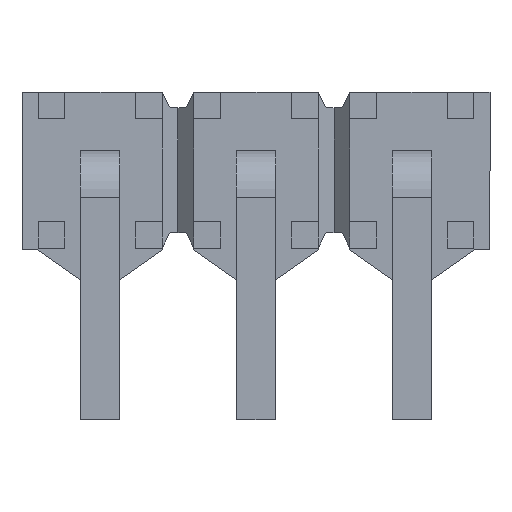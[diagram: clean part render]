
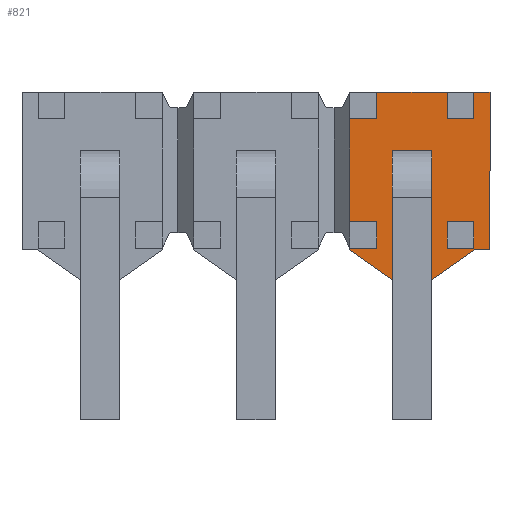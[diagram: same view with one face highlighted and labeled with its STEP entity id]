
A CAD part, front view. The second image highlights one B-rep face of the part: STEP entity #821.
In plain terms, the highlighted planar face has unit normal (0, -1, 0).
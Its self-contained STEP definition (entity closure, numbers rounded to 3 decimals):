
#46 = VERTEX_POINT('',#47);
#47 = CARTESIAN_POINT('',(-2.212,0.508,1.524));
#62 = VERTEX_POINT('',#63);
#63 = CARTESIAN_POINT('',(-2.868,0.508,1.524));
#69 = EDGE_CURVE('',#46,#62,#70,.T.);
#70 = LINE('',#71,#72);
#71 = CARTESIAN_POINT('',(-3.81,0.508,1.524));
#72 = VECTOR('',#73,1.);
#73 = DIRECTION('',(-1.,0.,0.));
#214 = VERTEX_POINT('',#215);
#215 = CARTESIAN_POINT('',(-1.524,0.508,1.041));
#221 = EDGE_CURVE('',#214,#222,#224,.T.);
#222 = VERTEX_POINT('',#223);
#223 = CARTESIAN_POINT('',(-1.524,0.508,1.016));
#224 = LINE('',#225,#226);
#225 = CARTESIAN_POINT('',(-1.524,0.508,7.62));
#226 = VECTOR('',#227,1.);
#227 = DIRECTION('',(0.,0.,-1.));
#326 = VERTEX_POINT('',#327);
#327 = CARTESIAN_POINT('',(-3.81,0.508,1.041));
#342 = VERTEX_POINT('',#343);
#343 = CARTESIAN_POINT('',(-3.81,0.508,-1.524));
#349 = EDGE_CURVE('',#326,#342,#350,.T.);
#350 = LINE('',#351,#352);
#351 = CARTESIAN_POINT('',(-3.81,0.508,-1.524));
#352 = VECTOR('',#353,1.);
#353 = DIRECTION('',(0.,0.,-1.));
#821 = ADVANCED_FACE('',(#822,#856,#890),#1001,.T.);
#822 = FACE_BOUND('',#823,.T.);
#823 = EDGE_LOOP('',(#824,#834,#842,#850));
#824 = ORIENTED_EDGE('',*,*,#825,.F.);
#825 = EDGE_CURVE('',#826,#828,#830,.T.);
#826 = VERTEX_POINT('',#827);
#827 = CARTESIAN_POINT('',(-3.546,0.508,1.016));
#828 = VERTEX_POINT('',#829);
#829 = CARTESIAN_POINT('',(-3.546,0.508,0.584));
#830 = LINE('',#831,#832);
#831 = CARTESIAN_POINT('',(-3.546,0.508,3.048));
#832 = VECTOR('',#833,1.);
#833 = DIRECTION('',(0.,0.,-1.));
#834 = ORIENTED_EDGE('',*,*,#835,.F.);
#835 = EDGE_CURVE('',#836,#826,#838,.T.);
#836 = VERTEX_POINT('',#837);
#837 = CARTESIAN_POINT('',(-3.114,0.508,1.016));
#838 = LINE('',#839,#840);
#839 = CARTESIAN_POINT('',(7.62,0.508,1.016));
#840 = VECTOR('',#841,1.);
#841 = DIRECTION('',(-1.,0.,0.));
#842 = ORIENTED_EDGE('',*,*,#843,.T.);
#843 = EDGE_CURVE('',#836,#844,#846,.T.);
#844 = VERTEX_POINT('',#845);
#845 = CARTESIAN_POINT('',(-3.114,0.508,0.584));
#846 = LINE('',#847,#848);
#847 = CARTESIAN_POINT('',(-3.114,0.508,3.048));
#848 = VECTOR('',#849,1.);
#849 = DIRECTION('',(0.,0.,-1.));
#850 = ORIENTED_EDGE('',*,*,#851,.T.);
#851 = EDGE_CURVE('',#844,#828,#852,.T.);
#852 = LINE('',#853,#854);
#853 = CARTESIAN_POINT('',(7.62,0.508,0.584));
#854 = VECTOR('',#855,1.);
#855 = DIRECTION('',(-1.,0.,0.));
#856 = FACE_BOUND('',#857,.T.);
#857 = EDGE_LOOP('',(#858,#868,#876,#884));
#858 = ORIENTED_EDGE('',*,*,#859,.F.);
#859 = EDGE_CURVE('',#860,#862,#864,.T.);
#860 = VERTEX_POINT('',#861);
#861 = CARTESIAN_POINT('',(-2.858,0.508,0.064));
#862 = VERTEX_POINT('',#863);
#863 = CARTESIAN_POINT('',(-2.858,0.508,-0.572));
#864 = LINE('',#865,#866);
#865 = CARTESIAN_POINT('',(-2.858,0.508,-0.572));
#866 = VECTOR('',#867,1.);
#867 = DIRECTION('',(0.,0.,-1.));
#868 = ORIENTED_EDGE('',*,*,#869,.F.);
#869 = EDGE_CURVE('',#870,#860,#872,.T.);
#870 = VERTEX_POINT('',#871);
#871 = CARTESIAN_POINT('',(-2.223,0.508,0.064));
#872 = LINE('',#873,#874);
#873 = CARTESIAN_POINT('',(-2.858,0.508,0.064));
#874 = VECTOR('',#875,1.);
#875 = DIRECTION('',(-1.,0.,0.));
#876 = ORIENTED_EDGE('',*,*,#877,.F.);
#877 = EDGE_CURVE('',#878,#870,#880,.T.);
#878 = VERTEX_POINT('',#879);
#879 = CARTESIAN_POINT('',(-2.223,0.508,-0.572));
#880 = LINE('',#881,#882);
#881 = CARTESIAN_POINT('',(-2.223,0.508,0.064));
#882 = VECTOR('',#883,1.);
#883 = DIRECTION('',(0.,0.,1.));
#884 = ORIENTED_EDGE('',*,*,#885,.F.);
#885 = EDGE_CURVE('',#862,#878,#886,.T.);
#886 = LINE('',#887,#888);
#887 = CARTESIAN_POINT('',(-2.223,0.508,-0.572));
#888 = VECTOR('',#889,1.);
#889 = DIRECTION('',(1.,0.,0.));
#890 = FACE_BOUND('',#891,.T.);
#891 = EDGE_LOOP('',(#892,#893,#899,#900,#908,#914,#915,#923,#931,#939,
    #947,#955,#963,#971,#979,#987,#995));
#892 = ORIENTED_EDGE('',*,*,#221,.F.);
#893 = ORIENTED_EDGE('',*,*,#894,.T.);
#894 = EDGE_CURVE('',#214,#46,#895,.T.);
#895 = LINE('',#896,#897);
#896 = CARTESIAN_POINT('',(-3.823,0.508,2.653));
#897 = VECTOR('',#898,1.);
#898 = DIRECTION('',(-0.819,0.,0.574)
  );
#899 = ORIENTED_EDGE('',*,*,#69,.T.);
#900 = ORIENTED_EDGE('',*,*,#901,.T.);
#901 = EDGE_CURVE('',#62,#902,#904,.T.);
#902 = VERTEX_POINT('',#903);
#903 = CARTESIAN_POINT('',(-3.556,0.508,1.041));
#904 = LINE('',#905,#906);
#905 = CARTESIAN_POINT('',(-2.606,0.508,1.707));
#906 = VECTOR('',#907,1.);
#907 = DIRECTION('',(-0.819,0.,-0.574
    ));
#908 = ORIENTED_EDGE('',*,*,#909,.T.);
#909 = EDGE_CURVE('',#902,#326,#910,.T.);
#910 = LINE('',#911,#912);
#911 = CARTESIAN_POINT('',(-3.546,0.508,1.041));
#912 = VECTOR('',#913,1.);
#913 = DIRECTION('',(-1.,0.,0.));
#914 = ORIENTED_EDGE('',*,*,#349,.T.);
#915 = ORIENTED_EDGE('',*,*,#916,.T.);
#916 = EDGE_CURVE('',#342,#917,#919,.T.);
#917 = VERTEX_POINT('',#918);
#918 = CARTESIAN_POINT('',(-3.546,0.508,-1.524));
#919 = LINE('',#920,#921);
#920 = CARTESIAN_POINT('',(3.81,0.508,-1.524));
#921 = VECTOR('',#922,1.);
#922 = DIRECTION('',(1.,0.,0.));
#923 = ORIENTED_EDGE('',*,*,#924,.F.);
#924 = EDGE_CURVE('',#925,#917,#927,.T.);
#925 = VERTEX_POINT('',#926);
#926 = CARTESIAN_POINT('',(-3.546,0.508,-1.092));
#927 = LINE('',#928,#929);
#928 = CARTESIAN_POINT('',(-3.546,0.508,3.048));
#929 = VECTOR('',#930,1.);
#930 = DIRECTION('',(0.,0.,-1.));
#931 = ORIENTED_EDGE('',*,*,#932,.F.);
#932 = EDGE_CURVE('',#933,#925,#935,.T.);
#933 = VERTEX_POINT('',#934);
#934 = CARTESIAN_POINT('',(-3.114,0.508,-1.092));
#935 = LINE('',#936,#937);
#936 = CARTESIAN_POINT('',(7.62,0.508,-1.092));
#937 = VECTOR('',#938,1.);
#938 = DIRECTION('',(-1.,0.,0.));
#939 = ORIENTED_EDGE('',*,*,#940,.T.);
#940 = EDGE_CURVE('',#933,#941,#943,.T.);
#941 = VERTEX_POINT('',#942);
#942 = CARTESIAN_POINT('',(-3.114,0.508,-1.524));
#943 = LINE('',#944,#945);
#944 = CARTESIAN_POINT('',(-3.114,0.508,3.048));
#945 = VECTOR('',#946,1.);
#946 = DIRECTION('',(0.,0.,-1.));
#947 = ORIENTED_EDGE('',*,*,#948,.T.);
#948 = EDGE_CURVE('',#941,#949,#951,.T.);
#949 = VERTEX_POINT('',#950);
#950 = CARTESIAN_POINT('',(-1.966,0.508,-1.524));
#951 = LINE('',#952,#953);
#952 = CARTESIAN_POINT('',(3.81,0.508,-1.524));
#953 = VECTOR('',#954,1.);
#954 = DIRECTION('',(1.,0.,0.));
#955 = ORIENTED_EDGE('',*,*,#956,.F.);
#956 = EDGE_CURVE('',#957,#949,#959,.T.);
#957 = VERTEX_POINT('',#958);
#958 = CARTESIAN_POINT('',(-1.966,0.508,-1.092));
#959 = LINE('',#960,#961);
#960 = CARTESIAN_POINT('',(-1.966,0.508,3.048));
#961 = VECTOR('',#962,1.);
#962 = DIRECTION('',(0.,0.,-1.));
#963 = ORIENTED_EDGE('',*,*,#964,.F.);
#964 = EDGE_CURVE('',#965,#957,#967,.T.);
#965 = VERTEX_POINT('',#966);
#966 = CARTESIAN_POINT('',(-1.524,0.508,-1.092));
#967 = LINE('',#968,#969);
#968 = CARTESIAN_POINT('',(7.62,0.508,-1.092));
#969 = VECTOR('',#970,1.);
#970 = DIRECTION('',(-1.,0.,0.));
#971 = ORIENTED_EDGE('',*,*,#972,.F.);
#972 = EDGE_CURVE('',#973,#965,#975,.T.);
#973 = VERTEX_POINT('',#974);
#974 = CARTESIAN_POINT('',(-1.524,0.508,0.584));
#975 = LINE('',#976,#977);
#976 = CARTESIAN_POINT('',(-1.524,0.508,7.62));
#977 = VECTOR('',#978,1.);
#978 = DIRECTION('',(0.,0.,-1.));
#979 = ORIENTED_EDGE('',*,*,#980,.T.);
#980 = EDGE_CURVE('',#973,#981,#983,.T.);
#981 = VERTEX_POINT('',#982);
#982 = CARTESIAN_POINT('',(-1.966,0.508,0.584));
#983 = LINE('',#984,#985);
#984 = CARTESIAN_POINT('',(7.62,0.508,0.584));
#985 = VECTOR('',#986,1.);
#986 = DIRECTION('',(-1.,0.,0.));
#987 = ORIENTED_EDGE('',*,*,#988,.F.);
#988 = EDGE_CURVE('',#989,#981,#991,.T.);
#989 = VERTEX_POINT('',#990);
#990 = CARTESIAN_POINT('',(-1.966,0.508,1.016));
#991 = LINE('',#992,#993);
#992 = CARTESIAN_POINT('',(-1.966,0.508,3.048));
#993 = VECTOR('',#994,1.);
#994 = DIRECTION('',(0.,0.,-1.));
#995 = ORIENTED_EDGE('',*,*,#996,.F.);
#996 = EDGE_CURVE('',#222,#989,#997,.T.);
#997 = LINE('',#998,#999);
#998 = CARTESIAN_POINT('',(7.62,0.508,1.016));
#999 = VECTOR('',#1000,1.);
#1000 = DIRECTION('',(-1.,0.,0.));
#1001 = PLANE('',#1002);
#1002 = AXIS2_PLACEMENT_3D('',#1003,#1004,#1005);
#1003 = CARTESIAN_POINT('',(-3.546,0.508,3.048));
#1004 = DIRECTION('',(0.,-1.,0.));
#1005 = DIRECTION('',(1.,0.,0.));
